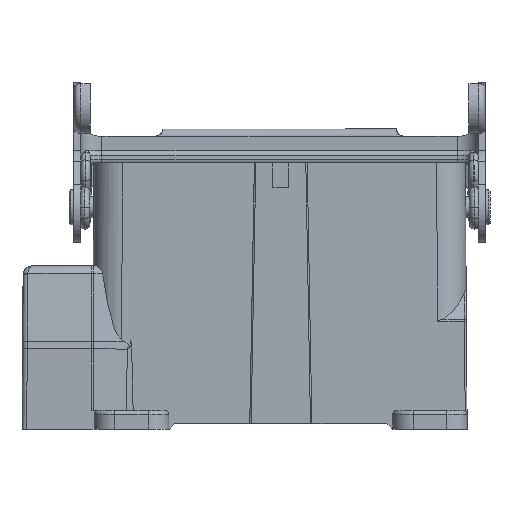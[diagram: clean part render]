
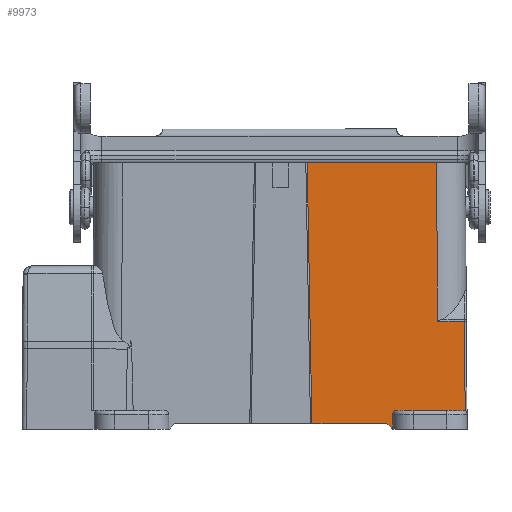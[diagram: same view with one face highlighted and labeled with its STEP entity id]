
A CAD part, left-side view. The second image highlights one B-rep face of the part: STEP entity #9973.
In plain terms, the highlighted planar face has unit normal (-1, 0, 0.007).
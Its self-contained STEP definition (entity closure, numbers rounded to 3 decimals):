
#461 = CARTESIAN_POINT ( 'NONE',  ( -15.003, -39.735, -28.1 ) ) ;
#903 = CARTESIAN_POINT ( 'NONE',  ( -14.626, 33.325, 24.85 ) ) ;
#1065 = CARTESIAN_POINT ( 'NONE',  ( -15.003, -25.497, -28.1 ) ) ;
#1342 = VECTOR ( 'NONE', #14488, 1000. ) ;
#1785 = CARTESIAN_POINT ( 'NONE',  ( -14.867, 2.75, -8.981 ) ) ;
#1857 = CARTESIAN_POINT ( 'NONE',  ( -14.827, -39.879, -3.416 ) ) ;
#2103 = VERTEX_POINT ( 'NONE', #9591 ) ;
#2179 = EDGE_CURVE ( 'NONE', #9485, #2420, #17277, .T. ) ;
#2195 = ORIENTED_EDGE ( 'NONE', *, *, #23102, .T. ) ;
#2205 = VECTOR ( 'NONE', #14649, 1000. ) ;
#2420 = VERTEX_POINT ( 'NONE', #1065 ) ;
#2448 = CARTESIAN_POINT ( 'NONE',  ( -14.867, -34.168, -8.981 ) ) ;
#2588 = VERTEX_POINT ( 'NONE', #14856 ) ;
#3243 = DIRECTION ( 'NONE',  ( 0., 1., 0. ) ) ;
#3254 = CARTESIAN_POINT ( 'NONE',  ( -15.006, -24.601, -28.469 ) ) ;
#3430 = EDGE_CURVE ( 'NONE', #2588, #2420, #5273, .T. ) ;
#3668 = DIRECTION ( 'NONE',  ( 0.007, 0.007, 1. ) ) ;
#4158 = EDGE_LOOP ( 'NONE', ( #23981, #13246, #8976, #23170, #6701, #2195, #22924, #18232, #20678, #12820, #8248, #4369 ) ) ;
#4189 = LINE ( 'NONE', #903, #20510 ) ;
#4369 = ORIENTED_EDGE ( 'NONE', *, *, #2179, .F. ) ;
#4643 = VECTOR ( 'NONE', #14931, 1000. ) ;
#5273 =( BOUNDED_CURVE ( )  B_SPLINE_CURVE ( 3, ( #13065, #3254, #16634, #14599 ),
 .UNSPECIFIED., .F., .F. ) 
 B_SPLINE_CURVE_WITH_KNOTS ( ( 4, 4 ),
 ( 4.719, 6.283 ),
 .UNSPECIFIED. ) 
 CURVE ( )  GEOMETRIC_REPRESENTATION_ITEM ( )  RATIONAL_B_SPLINE_CURVE ( ( 1., 0.806, 0.806, 1. ) ) 
 REPRESENTATION_ITEM ( '' )  );
#5487 = CARTESIAN_POINT ( 'NONE',  ( -14.624, -6.272, 25.11 ) ) ;
#5908 = CARTESIAN_POINT ( 'NONE',  ( -15.024, -7.273, -30.95 ) ) ;
#6443 = DIRECTION ( 'NONE',  ( 0., 1., 0. ) ) ;
#6701 = ORIENTED_EDGE ( 'NONE', *, *, #7288, .T. ) ;
#7288 = EDGE_CURVE ( 'NONE', #8459, #12461, #4189, .T. ) ;
#7415 = EDGE_CURVE ( 'NONE', #9485, #10838, #22400, .T. ) ;
#7552 = VERTEX_POINT ( 'NONE', #11250 ) ;
#7687 = EDGE_CURVE ( 'NONE', #2588, #7552, #13176, .T. ) ;
#7702 = CARTESIAN_POINT ( 'NONE',  ( -14.626, -6.277, 24.85 ) ) ;
#7946 = LINE ( 'NONE', #1785, #15834 ) ;
#8060 = CARTESIAN_POINT ( 'NONE',  ( -15.004, -40.053, -28.248 ) ) ;
#8248 = ORIENTED_EDGE ( 'NONE', *, *, #3430, .T. ) ;
#8265 = VECTOR ( 'NONE', #11093, 1000. ) ;
#8279 = EDGE_CURVE ( 'NONE', #8459, #20731, #12528, .T. ) ;
#8459 = VERTEX_POINT ( 'NONE', #13400 ) ;
#8547 = LINE ( 'NONE', #5487, #8265 ) ;
#8868 = DIRECTION ( 'NONE',  ( -1., 0., 0.007 ) ) ;
#8890 = VECTOR ( 'NONE', #12990, 1000. ) ;
#8899 = VERTEX_POINT ( 'NONE', #5908 ) ;
#8931 = CARTESIAN_POINT ( 'NONE',  ( -15.004, -40.053, -28.248 ) ) ;
#8976 = ORIENTED_EDGE ( 'NONE', *, *, #19595, .T. ) ;
#9019 = EDGE_CURVE ( 'NONE', #10838, #2103, #14346, .T. ) ;
#9485 = VERTEX_POINT ( 'NONE', #23629 ) ;
#9591 = CARTESIAN_POINT ( 'NONE',  ( -14.867, -39.918, -8.981 ) ) ;
#9973 = ADVANCED_FACE ( 'NONE', ( #23978 ), #18209, .T. ) ;
#10222 = VERTEX_POINT ( 'NONE', #11153 ) ;
#10399 = DIRECTION ( 'NONE',  ( -0.007, 0.007, -1. ) ) ;
#10816 = EDGE_CURVE ( 'NONE', #10222, #8899, #17552, .T. ) ;
#10838 = VERTEX_POINT ( 'NONE', #8931 ) ;
#11079 = CARTESIAN_POINT ( 'NONE',  ( -14.746, -34.05, 7.984 ) ) ;
#11093 = DIRECTION ( 'NONE',  ( -0.007, -0.018, -1. ) ) ;
#11153 = CARTESIAN_POINT ( 'NONE',  ( -15.024, -23.31, -30.95 ) ) ;
#11250 = CARTESIAN_POINT ( 'NONE',  ( -15.032, -24.576, -32.1 ) ) ;
#11593 = CARTESIAN_POINT ( 'NONE',  ( -15.032, 2.75, -32.1 ) ) ;
#12461 = VERTEX_POINT ( 'NONE', #7702 ) ;
#12528 = LINE ( 'NONE', #11079, #4643 ) ;
#12561 = EDGE_CURVE ( 'NONE', #10222, #16448, #21732, .T. ) ;
#12820 = ORIENTED_EDGE ( 'NONE', *, *, #7687, .F. ) ;
#12990 = DIRECTION ( 'NONE',  ( 0., 1., 0. ) ) ;
#13065 = CARTESIAN_POINT ( 'NONE',  ( -15.01, -24.597, -28.994 ) ) ;
#13176 = LINE ( 'NONE', #19225, #13405 ) ;
#13246 = ORIENTED_EDGE ( 'NONE', *, *, #9019, .T. ) ;
#13400 = CARTESIAN_POINT ( 'NONE',  ( -14.626, -33.932, 24.85 ) ) ;
#13405 = VECTOR ( 'NONE', #10399, 1000. ) ;
#13498 = CARTESIAN_POINT ( 'NONE',  ( -15.032, -24.515, -32.1 ) ) ;
#13825 = VECTOR ( 'NONE', #15775, 1000. ) ;
#14088 = CARTESIAN_POINT ( 'NONE',  ( -14.741, 18.245, 8.717 ) ) ;
#14346 = LINE ( 'NONE', #1857, #22316 ) ;
#14425 = CARTESIAN_POINT ( 'NONE',  ( -14.625, 2.75, 24.949 ) ) ;
#14488 = DIRECTION ( 'NONE',  ( 0., 1., 0. ) ) ;
#14599 = CARTESIAN_POINT ( 'NONE',  ( -15.003, -25.497, -28.1 ) ) ;
#14649 = DIRECTION ( 'NONE',  ( 0., 1., 0. ) ) ;
#14856 = CARTESIAN_POINT ( 'NONE',  ( -15.01, -24.597, -28.994 ) ) ;
#14931 = DIRECTION ( 'NONE',  ( -0.007, -0.007, -1. ) ) ;
#15775 = DIRECTION ( 'NONE',  ( -0.005, -0.723, -0.69 ) ) ;
#15834 = VECTOR ( 'NONE', #19929, 1000. ) ;
#16276 = AXIS2_PLACEMENT_3D ( 'NONE', #14425, #8868, #3243 ) ;
#16448 = VERTEX_POINT ( 'NONE', #13498 ) ;
#16634 = CARTESIAN_POINT ( 'NONE',  ( -15.003, -24.973, -28.1 ) ) ;
#16749 = CARTESIAN_POINT ( 'NONE',  ( -15.004, -39.905, -28.151 ) ) ;
#17082 = CARTESIAN_POINT ( 'NONE',  ( -15.003, -39.558, -28.1 ) ) ;
#17277 = LINE ( 'NONE', #21978, #1342 ) ;
#17532 = LINE ( 'NONE', #11593, #8890 ) ;
#17552 = LINE ( 'NONE', #21818, #2205 ) ;
#18209 = PLANE ( 'NONE',  #16276 ) ;
#18232 = ORIENTED_EDGE ( 'NONE', *, *, #12561, .T. ) ;
#19225 = CARTESIAN_POINT ( 'NONE',  ( -15.033, -24.575, -32.269 ) ) ;
#19595 = EDGE_CURVE ( 'NONE', #2103, #20731, #7946, .T. ) ;
#19929 = DIRECTION ( 'NONE',  ( 0., 1., 0. ) ) ;
#20510 = VECTOR ( 'NONE', #6443, 1000. ) ;
#20678 = ORIENTED_EDGE ( 'NONE', *, *, #23354, .F. ) ;
#20731 = VERTEX_POINT ( 'NONE', #2448 ) ;
#21732 = LINE ( 'NONE', #14088, #13825 ) ;
#21818 = CARTESIAN_POINT ( 'NONE',  ( -15.024, 33.325, -30.95 ) ) ;
#21978 = CARTESIAN_POINT ( 'NONE',  ( -15.003, -35.475, -28.1 ) ) ;
#22316 = VECTOR ( 'NONE', #3668, 1000. ) ;
#22400 =( BOUNDED_CURVE ( )  B_SPLINE_CURVE ( 3, ( #17082, #461, #16749, #8060 ),
 .UNSPECIFIED., .F., .F. ) 
 B_SPLINE_CURVE_WITH_KNOTS ( ( 4, 4 ),
 ( 3.142, 3.724 ),
 .UNSPECIFIED. ) 
 CURVE ( )  GEOMETRIC_REPRESENTATION_ITEM ( )  RATIONAL_B_SPLINE_CURVE ( ( 1., 0.972, 0.972, 1. ) ) 
 REPRESENTATION_ITEM ( '' )  );
#22924 = ORIENTED_EDGE ( 'NONE', *, *, #10816, .F. ) ;
#23102 = EDGE_CURVE ( 'NONE', #12461, #8899, #8547, .T. ) ;
#23170 = ORIENTED_EDGE ( 'NONE', *, *, #8279, .F. ) ;
#23354 = EDGE_CURVE ( 'NONE', #7552, #16448, #17532, .T. ) ;
#23629 = CARTESIAN_POINT ( 'NONE',  ( -15.003, -39.558, -28.1 ) ) ;
#23978 = FACE_OUTER_BOUND ( 'NONE', #4158, .T. ) ;
#23981 = ORIENTED_EDGE ( 'NONE', *, *, #7415, .T. ) ;
